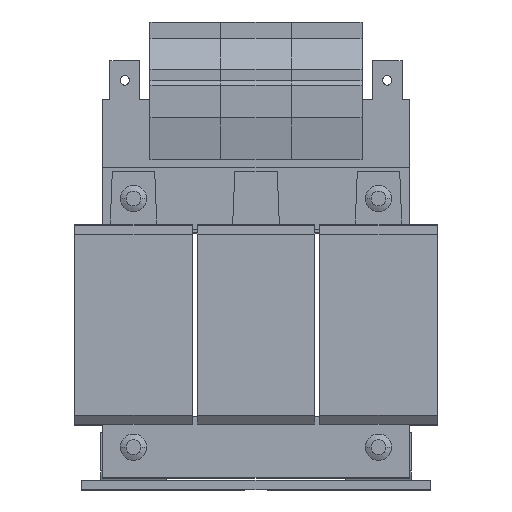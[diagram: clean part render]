
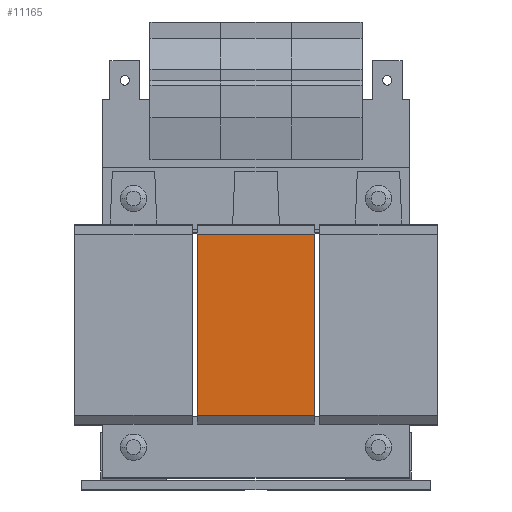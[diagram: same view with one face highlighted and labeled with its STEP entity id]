
A CAD part, top view. The second image highlights one B-rep face of the part: STEP entity #11165.
In plain terms, the highlighted planar face has unit normal (0, 0, 1).
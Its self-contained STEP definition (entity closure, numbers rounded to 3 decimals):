
#357 = DIRECTION ( 'NONE',  ( -1., 0., 0. ) ) ;
#1751 = DIRECTION ( 'NONE',  ( 0., 0., -1. ) ) ;
#2487 = ORIENTED_EDGE ( 'NONE', *, *, #4198, .T. ) ;
#2681 = LINE ( 'NONE', #8225, #3312 ) ;
#2684 = DIRECTION ( 'NONE',  ( -1., 0., 0. ) ) ;
#3010 = VERTEX_POINT ( 'NONE', #11008 ) ;
#3110 = CARTESIAN_POINT ( 'NONE',  ( 12.5, 18.85, 14.05 ) ) ;
#3312 = VECTOR ( 'NONE', #357, 1000. ) ;
#3731 = ORIENTED_EDGE ( 'NONE', *, *, #3916, .T. ) ;
#3916 = EDGE_CURVE ( 'Defeature ausgef�hrt2_272+Defeature ausgef�hrt2_273+Defeature ausgef�hrt2_264+Defeature ausgef�hrt2_263', #11590, #6821, #6351, .T. ) ;
#4087 = VECTOR ( 'NONE', #2684, 1000. ) ;
#4198 = EDGE_CURVE ( 'Defeature ausgef�hrt2_272+Defeature ausgef�hrt2_263+Defeature ausgef�hrt2_273+Defeature ausgef�hrt2_271', #6821, #3010, #7258, .T. ) ;
#4656 = CARTESIAN_POINT ( 'NONE',  ( 12.5, 18.85, 14.05 ) ) ;
#5055 = DIRECTION ( 'NONE',  ( 0., -1., 0. ) ) ;
#5591 = EDGE_LOOP ( 'NONE', ( #2487, #8568, #9451, #3731 ) ) ;
#6351 = LINE ( 'NONE', #10464, #4087 ) ;
#6486 = VECTOR ( 'NONE', #5055, 1000. ) ;
#6821 = VERTEX_POINT ( 'NONE', #9707 ) ;
#6860 = EDGE_CURVE ( 'Defeature ausgef�hrt2_264+Defeature ausgef�hrt2_272+Defeature ausgef�hrt2_273+Defeature ausgef�hrt2_271', #11590, #8166, #10786, .T. ) ;
#7258 = LINE ( 'NONE', #8901, #6486 ) ;
#7610 = EDGE_CURVE ( 'Defeature ausgef�hrt2_271+Defeature ausgef�hrt2_272+Defeature ausgef�hrt2_264+Defeature ausgef�hrt2_263', #8166, #3010, #2681, .T. ) ;
#8166 = VERTEX_POINT ( 'NONE', #11111 ) ;
#8225 = CARTESIAN_POINT ( 'NONE',  ( 12.5, -19.65, 14.05 ) ) ;
#8238 = AXIS2_PLACEMENT_3D ( 'NONE', #8617, #1751, #9728 ) ;
#8568 = ORIENTED_EDGE ( 'NONE', *, *, #7610, .F. ) ;
#8617 = CARTESIAN_POINT ( 'NONE',  ( 12.5, 18.85, 14.05 ) ) ;
#8901 = CARTESIAN_POINT ( 'NONE',  ( -12.5, 18.85, 14.05 ) ) ;
#9127 = VECTOR ( 'NONE', #10831, 1000. ) ;
#9451 = ORIENTED_EDGE ( 'NONE', *, *, #6860, .F. ) ;
#9707 = CARTESIAN_POINT ( 'NONE',  ( -12.5, 18.85, 14.05 ) ) ;
#9728 = DIRECTION ( 'NONE',  ( -1., 0., 0. ) ) ;
#10464 = CARTESIAN_POINT ( 'NONE',  ( 12.5, 18.85, 14.05 ) ) ;
#10786 = LINE ( 'NONE', #3110, #9127 ) ;
#10831 = DIRECTION ( 'NONE',  ( 0., -1., 0. ) ) ;
#11008 = CARTESIAN_POINT ( 'NONE',  ( -12.5, -19.65, 14.05 ) ) ;
#11111 = CARTESIAN_POINT ( 'NONE',  ( 12.5, -19.65, 14.05 ) ) ;
#11165 = ADVANCED_FACE ( 'Defeature ausgef�hrt2_272', ( #12216 ), #11625, .F. ) ;
#11590 = VERTEX_POINT ( 'NONE', #4656 ) ;
#11625 = PLANE ( 'NONE',  #8238 ) ;
#12216 = FACE_OUTER_BOUND ( 'NONE', #5591, .T. ) ;
